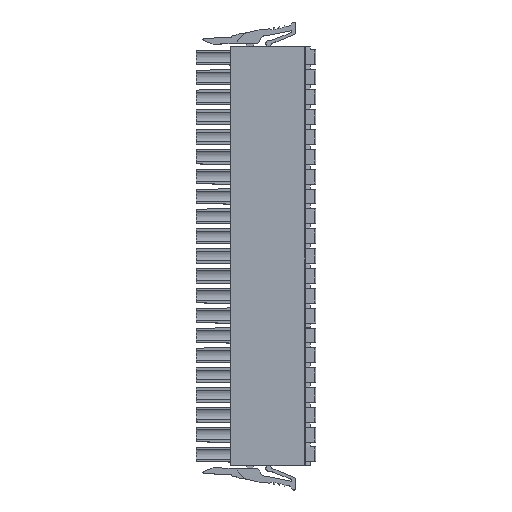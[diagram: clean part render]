
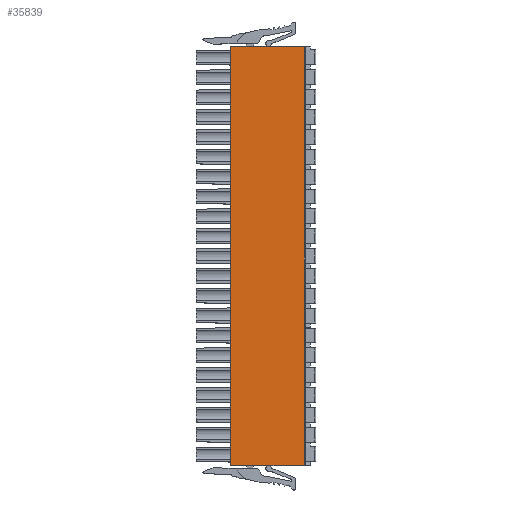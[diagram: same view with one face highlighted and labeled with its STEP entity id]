
A CAD part, top view. The second image highlights one B-rep face of the part: STEP entity #35839.
In plain terms, the highlighted planar face has unit normal (0, 0, 1).
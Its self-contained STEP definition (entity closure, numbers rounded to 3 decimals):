
#8599=DIRECTION('',(0.,1.,0.));
#8600=VECTOR('',#8599,80.4);
#8601=CARTESIAN_POINT('',(7.475,-22.265,3.4));
#8602=LINE('',#8601,#8600);
#8607=DIRECTION('',(0.,1.,0.));
#8608=VECTOR('',#8607,80.4);
#8609=CARTESIAN_POINT('',(-6.625,-22.265,
3.4));
#8610=LINE('',#8609,#8608);
#11912=DIRECTION('',(-1.,0.,0.));
#11913=VECTOR('',#11912,14.1);
#11914=CARTESIAN_POINT('',(7.475,58.135,3.4));
#11915=LINE('',#11914,#11913);
#13168=DIRECTION('',(1.,0.,0.));
#13169=VECTOR('',#13168,14.1);
#13170=CARTESIAN_POINT('',(-6.625,-22.265,
3.4));
#13171=LINE('',#13170,#13169);
#19366=CARTESIAN_POINT('',(-6.625,-22.265,
3.4));
#19367=VERTEX_POINT('',#19366);
#19394=CARTESIAN_POINT('',(7.475,-22.265,
3.4));
#19395=VERTEX_POINT('',#19394);
#24103=CARTESIAN_POINT('',(-6.625,58.135,
3.4));
#24104=VERTEX_POINT('',#24103);
#24105=CARTESIAN_POINT('',(7.475,58.135,3.4));
#24106=VERTEX_POINT('',#24105);
#35825=CARTESIAN_POINT('',(4.299,-14.645,3.4));
#35826=DIRECTION('',(0.,0.,1.));
#35827=DIRECTION('',(-1.,0.,0.));
#35828=AXIS2_PLACEMENT_3D('',#35825,#35826,#35827);
#35829=PLANE('',#35828);
#35831=ORIENTED_EDGE('',*,*,#35830,.T.);
#35833=ORIENTED_EDGE('',*,*,#35832,.F.);
#35834=ORIENTED_EDGE('',*,*,#35815,.F.);
#35836=ORIENTED_EDGE('',*,*,#35835,.F.);
#35837=EDGE_LOOP('',(#35831,#35833,#35834,#35836));
#35838=FACE_OUTER_BOUND('',#35837,.F.);
#35815=EDGE_CURVE('',#19395,#24106,#8602,.T.);
#35830=EDGE_CURVE('',#19367,#24104,#8610,.T.);
#35832=EDGE_CURVE('',#24106,#24104,#11915,.T.);
#35835=EDGE_CURVE('',#19367,#19395,#13171,.T.);
#35839=ADVANCED_FACE('',(#35838),#35829,.T.);
